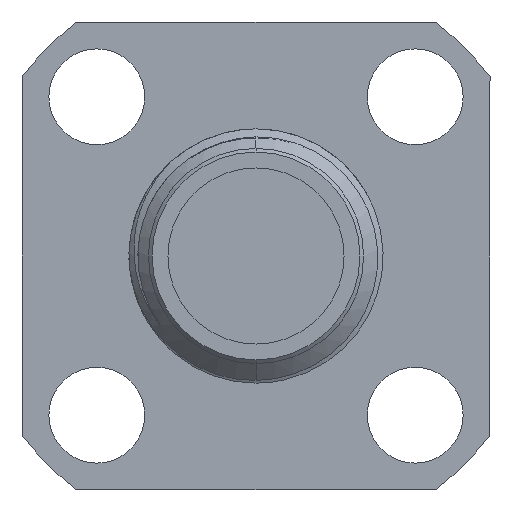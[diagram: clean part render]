
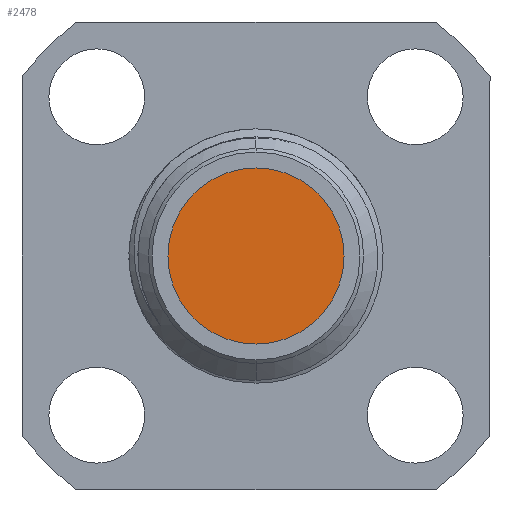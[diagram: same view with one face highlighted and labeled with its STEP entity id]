
A CAD part, left-side view. The second image highlights one B-rep face of the part: STEP entity #2478.
In plain terms, the highlighted planar face has unit normal (-1, 0, 0).
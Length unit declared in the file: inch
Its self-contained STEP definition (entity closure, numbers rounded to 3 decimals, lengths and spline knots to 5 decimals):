
#156 = ORIENTED_EDGE ( 'NONE', *, *, #3671, .T. ) ;
#165 = AXIS2_PLACEMENT_3D ( 'NONE', #2165, #1608, #3031 ) ;
#390 = DIRECTION ( 'NONE',  ( 0., 0., 1. ) ) ;
#431 = EDGE_CURVE ( 'NONE', #1446, #3006, #1909, .T. ) ;
#451 = DIRECTION ( 'NONE',  ( -1., 0., 0. ) ) ;
#673 = CARTESIAN_POINT ( 'NONE',  ( 0.12008, 0., 0. ) ) ;
#1392 = DIRECTION ( 'NONE',  ( -1., 0., 0. ) ) ;
#1446 = VERTEX_POINT ( 'NONE', #3013 ) ;
#1489 = AXIS2_PLACEMENT_3D ( 'NONE', #673, #451, #390 ) ;
#1608 = DIRECTION ( 'NONE',  ( 1., 0., 0. ) ) ;
#1772 = CARTESIAN_POINT ( 'NONE',  ( 0.12008, 0., 0.09409 ) ) ;
#1909 = CIRCLE ( 'NONE', #3285, 0.09409 ) ;
#1926 = CARTESIAN_POINT ( 'NONE',  ( 0.12008, 0., 0. ) ) ;
#2165 = CARTESIAN_POINT ( 'NONE',  ( 0.12008, 0., 0. ) ) ;
#2478 = ADVANCED_FACE ( 'NONE', ( #3600 ), #3312, .F. ) ;
#3006 = VERTEX_POINT ( 'NONE', #1772 ) ;
#3013 = CARTESIAN_POINT ( 'NONE',  ( 0.12008, 0., -0.09409 ) ) ;
#3031 = DIRECTION ( 'NONE',  ( 0., 0., -1. ) ) ;
#3112 = CIRCLE ( 'NONE', #1489, 0.09409 ) ;
#3156 = EDGE_LOOP ( 'NONE', ( #156, #3588 ) ) ;
#3285 = AXIS2_PLACEMENT_3D ( 'NONE', #1926, #1392, #3376 ) ;
#3312 = PLANE ( 'NONE',  #165 ) ;
#3376 = DIRECTION ( 'NONE',  ( 0., 0., 1. ) ) ;
#3588 = ORIENTED_EDGE ( 'NONE', *, *, #431, .T. ) ;
#3600 = FACE_OUTER_BOUND ( 'NONE', #3156, .T. ) ;
#3671 = EDGE_CURVE ( 'NONE', #3006, #1446, #3112, .T. ) ;
